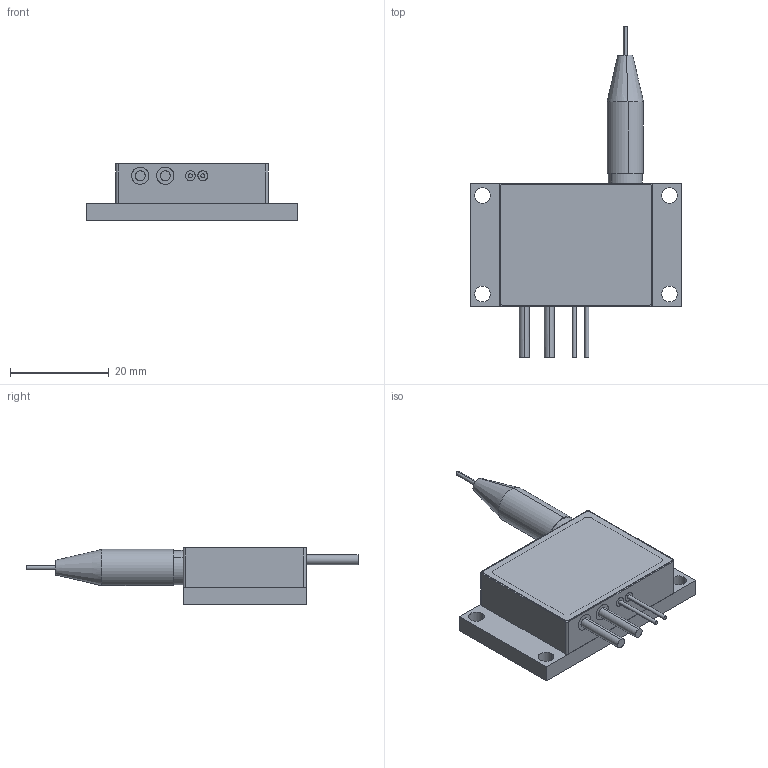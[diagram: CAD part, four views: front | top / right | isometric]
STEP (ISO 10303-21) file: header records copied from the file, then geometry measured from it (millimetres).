
FILE_DESCRIPTION (( 'STEP AP214' ), '1' );
FILE_NAME ('AH郪璃.STEP', '2022-09-16T02:23:59', ( '' ), ( '' ), 'SwSTEP 2.0', 'SolidWorks 2016', '' );
FILE_SCHEMA (( 'AUTOMOTIVE_DESIGN' ));
Length unit declared in the file: millimetre
Products named in the file (1): AH郪璃
Bounding box: 43 x 67.4 x 11.6 mm (x, y, z)
Surface area: 4861.8 mm2 (no closed solid volume)
Topology: 0 solids, 14 shells, 61 faces, 201 edges, 155 vertices
Faces by surface type: cylinder 33, plane 26, cone 2
Entity records: 3024 total; most frequent: CARTESIAN_POINT 530, DIRECTION 396, ORIENTED_EDGE 303, EDGE_CURVE 201, AXIS2_PLACEMENT_3D 157, VERTEX_POINT 155, CIRCLE 95, EDGE_LOOP 83
